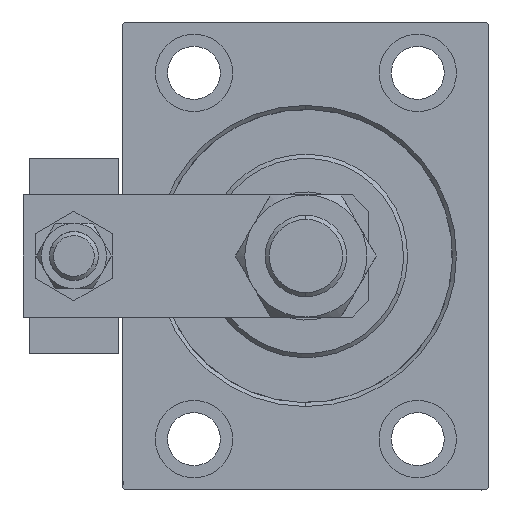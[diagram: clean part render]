
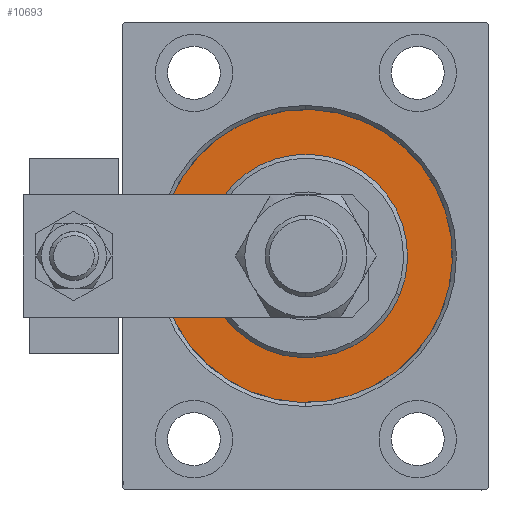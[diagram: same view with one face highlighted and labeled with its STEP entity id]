
A CAD part, left-side view. The second image highlights one B-rep face of the part: STEP entity #10693.
In plain terms, the highlighted face is planar.
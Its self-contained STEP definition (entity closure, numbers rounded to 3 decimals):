
#620 = VERTEX_POINT ( 'NONE', #2586 ) ;
#2586 = CARTESIAN_POINT ( 'NONE',  ( 0., 0., 25. ) ) ;
#3977 = VERTEX_POINT ( 'NONE', #22762 ) ;
#5007 = CARTESIAN_POINT ( 'NONE',  ( 0., 0., 0. ) ) ;
#8475 = EDGE_LOOP ( 'NONE', ( #17925, #23082 ) ) ;
#9652 = AXIS2_PLACEMENT_3D ( 'NONE', #5007, #49956, #13504 ) ;
#10378 = VERTEX_POINT ( 'NONE', #44157 ) ;
#10381 = EDGE_LOOP ( 'NONE', ( #26421, #19005 ) ) ;
#10693 = ADVANCED_FACE ( 'NONE', ( #22586, #51315 ), #32049, .F. ) ;
#11386 = VERTEX_POINT ( 'NONE', #24465 ) ;
#12408 = DIRECTION ( 'NONE',  ( 0., 0., 1. ) ) ;
#12846 = CARTESIAN_POINT ( 'NONE',  ( 0., 0., 0. ) ) ;
#12938 = DIRECTION ( 'NONE',  ( -1., 0., 0. ) ) ;
#13504 = DIRECTION ( 'NONE',  ( 0., 0., 1. ) ) ;
#14294 = CIRCLE ( 'NONE', #34698, 25. ) ;
#15449 = DIRECTION ( 'NONE',  ( 1., 0., 0. ) ) ;
#15633 = AXIS2_PLACEMENT_3D ( 'NONE', #12846, #45833, #25615 ) ;
#15958 = EDGE_CURVE ( 'NONE', #3977, #10378, #24043, .T. ) ;
#17925 = ORIENTED_EDGE ( 'NONE', *, *, #17957, .F. ) ;
#17957 = EDGE_CURVE ( 'NONE', #620, #11386, #25867, .T. ) ;
#18583 = AXIS2_PLACEMENT_3D ( 'NONE', #41934, #12938, #12408 ) ;
#18847 = CARTESIAN_POINT ( 'NONE',  ( 0., 0., 0. ) ) ;
#19005 = ORIENTED_EDGE ( 'NONE', *, *, #15958, .F. ) ;
#21116 = CIRCLE ( 'NONE', #18583, 36. ) ;
#22313 = DIRECTION ( 'NONE',  ( -1., 0., 0. ) ) ;
#22586 = FACE_BOUND ( 'NONE', #8475, .T. ) ;
#22762 = CARTESIAN_POINT ( 'NONE',  ( 0., 0., 36. ) ) ;
#23082 = ORIENTED_EDGE ( 'NONE', *, *, #34953, .F. ) ;
#23425 = CARTESIAN_POINT ( 'NONE',  ( 0., 0., 0. ) ) ;
#24043 = CIRCLE ( 'NONE', #9652, 36. ) ;
#24465 = CARTESIAN_POINT ( 'NONE',  ( 0., 0., -25. ) ) ;
#25615 = DIRECTION ( 'NONE',  ( 0., 0., -1. ) ) ;
#25867 = CIRCLE ( 'NONE', #15633, 25. ) ;
#26421 = ORIENTED_EDGE ( 'NONE', *, *, #36445, .F. ) ;
#32049 = PLANE ( 'NONE',  #34260 ) ;
#34260 = AXIS2_PLACEMENT_3D ( 'NONE', #18847, #22313, #34822 ) ;
#34698 = AXIS2_PLACEMENT_3D ( 'NONE', #23425, #15449, #44422 ) ;
#34822 = DIRECTION ( 'NONE',  ( 0., 0., 1. ) ) ;
#34953 = EDGE_CURVE ( 'NONE', #11386, #620, #14294, .T. ) ;
#36445 = EDGE_CURVE ( 'NONE', #10378, #3977, #21116, .T. ) ;
#41934 = CARTESIAN_POINT ( 'NONE',  ( 0., 0., 0. ) ) ;
#44157 = CARTESIAN_POINT ( 'NONE',  ( 0., 0., -36. ) ) ;
#44422 = DIRECTION ( 'NONE',  ( 0., 0., -1. ) ) ;
#45833 = DIRECTION ( 'NONE',  ( 1., 0., 0. ) ) ;
#49956 = DIRECTION ( 'NONE',  ( -1., 0., 0. ) ) ;
#51315 = FACE_OUTER_BOUND ( 'NONE', #10381, .T. ) ;
